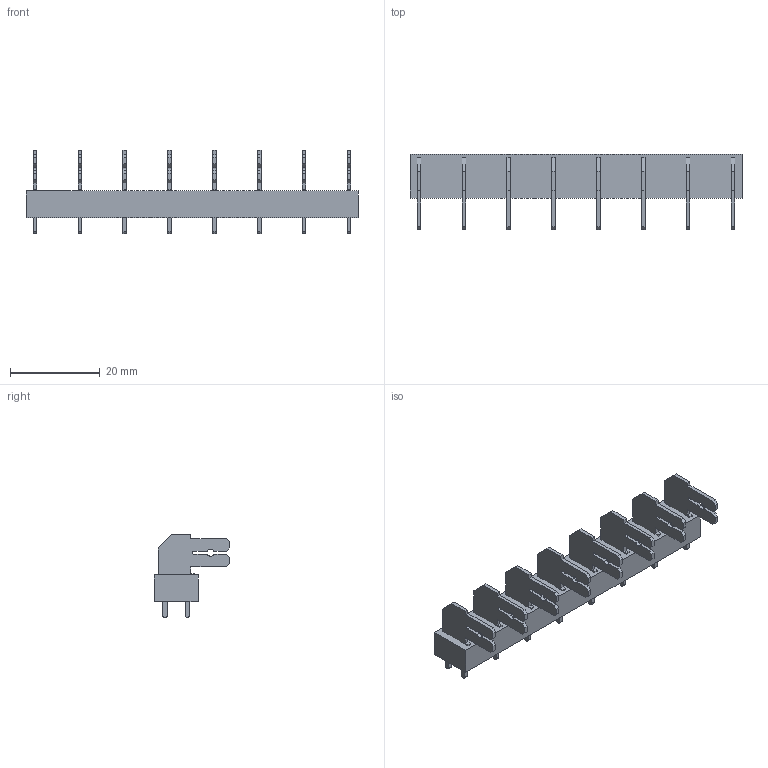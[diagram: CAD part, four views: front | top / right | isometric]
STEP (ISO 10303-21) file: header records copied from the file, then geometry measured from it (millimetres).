
FILE_DESCRIPTION(('CATIA V5 STEP Exchange','CAx-IF Rec.Pracs.--- Model Styling and Organization---1.2---2011-12-15'),'2;1');
FILE_NAME ('D1464954_0_9511760000_9511760000.stp','2018-08-31T15:19:14+00:00',('none'),('Weidmueller'),'CATIA Version 5-6 Release 2014','CATIA V5 STEP AP214','none');
FILE_SCHEMA(('AUTOMOTIVE_DESIGN { 1 0 10303 214 1 1 1 1 }'));
Length unit declared in the file: millimetre
Products named in the file (1): 9511760000
Bounding box: 74 x 16.85 x 18.5 mm (x, y, z)
Volume: 5089.3 mm3; surface area: 5469 mm2
Topology: 9 solids, 9 shells, 334 faces, 948 edges, 632 vertices
Faces by surface type: plane 294, cylinder 40
Entity records: 9372 total; most frequent: ORIENTED_EDGE 1896, CARTESIAN_POINT 1650, DIRECTION 1086, EDGE_CURVE 948, VECTOR 868, LINE 868, VERTEX_POINT 632, EDGE_LOOP 366
